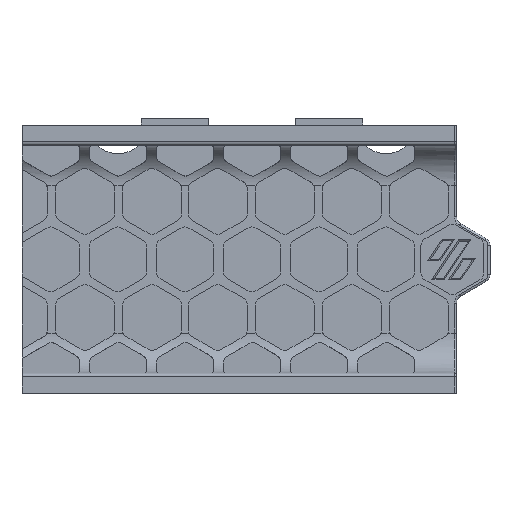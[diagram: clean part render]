
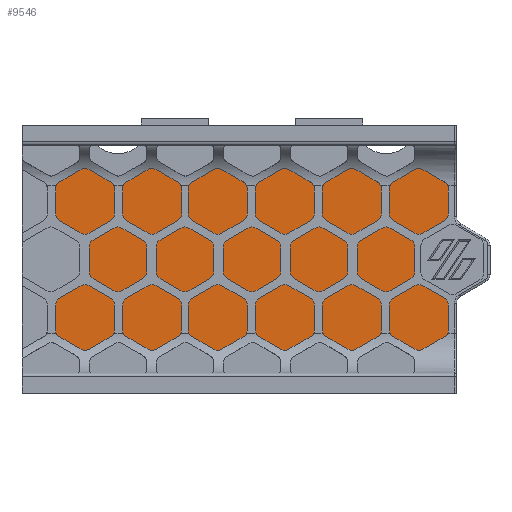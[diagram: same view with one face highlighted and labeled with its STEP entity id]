
A CAD part, top view. The second image highlights one B-rep face of the part: STEP entity #9546.
In plain terms, the highlighted planar face has unit normal (0, 0, 1).
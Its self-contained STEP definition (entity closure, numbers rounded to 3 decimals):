
#477=PLANE('',#10458);
#961=FACE_OUTER_BOUND('',#1473,.T.);
#1473=EDGE_LOOP('',(#8852,#8853,#8854,#8855,#8856,#8857,#8858,#8859,#8860,
#8861,#8862,#8863));
#2362=LINE('',#16581,#3276);
#2365=LINE('',#16587,#3279);
#2368=LINE('',#16593,#3282);
#2371=LINE('',#16599,#3285);
#2374=LINE('',#16605,#3288);
#2378=LINE('',#16617,#3292);
#2382=LINE('',#16629,#3296);
#2386=LINE('',#16641,#3300);
#3276=VECTOR('',#13102,10.);
#3279=VECTOR('',#13107,10.);
#3282=VECTOR('',#13112,10.);
#3285=VECTOR('',#13117,10.);
#3288=VECTOR('',#13122,10.);
#3292=VECTOR('',#13134,10.);
#3296=VECTOR('',#13146,10.);
#3300=VECTOR('',#13158,10.);
#3659=CIRCLE('',#10444,1.2);
#3661=CIRCLE('',#10448,1.2);
#3663=CIRCLE('',#10452,1.2);
#3665=CIRCLE('',#10456,1.2);
#4576=VERTEX_POINT('',#16578);
#4577=VERTEX_POINT('',#16580);
#4579=VERTEX_POINT('',#16586);
#4581=VERTEX_POINT('',#16592);
#4583=VERTEX_POINT('',#16598);
#4585=VERTEX_POINT('',#16604);
#4587=VERTEX_POINT('',#16610);
#4589=VERTEX_POINT('',#16616);
#4591=VERTEX_POINT('',#16622);
#4593=VERTEX_POINT('',#16628);
#4595=VERTEX_POINT('',#16634);
#4597=VERTEX_POINT('',#16640);
#5986=EDGE_CURVE('',#4577,#4576,#2362,.T.);
#5989=EDGE_CURVE('',#4579,#4577,#2365,.T.);
#5992=EDGE_CURVE('',#4581,#4579,#2368,.T.);
#5995=EDGE_CURVE('',#4583,#4581,#2371,.T.);
#5998=EDGE_CURVE('',#4585,#4583,#2374,.T.);
#6001=EDGE_CURVE('',#4587,#4585,#3659,.T.);
#6004=EDGE_CURVE('',#4589,#4587,#2378,.T.);
#6007=EDGE_CURVE('',#4591,#4589,#3661,.T.);
#6010=EDGE_CURVE('',#4593,#4591,#2382,.T.);
#6013=EDGE_CURVE('',#4595,#4593,#3663,.T.);
#6016=EDGE_CURVE('',#4597,#4595,#2386,.T.);
#6019=EDGE_CURVE('',#4576,#4597,#3665,.T.);
#8852=ORIENTED_EDGE('',*,*,#6019,.T.);
#8853=ORIENTED_EDGE('',*,*,#6016,.T.);
#8854=ORIENTED_EDGE('',*,*,#6013,.T.);
#8855=ORIENTED_EDGE('',*,*,#6010,.T.);
#8856=ORIENTED_EDGE('',*,*,#6007,.T.);
#8857=ORIENTED_EDGE('',*,*,#6004,.T.);
#8858=ORIENTED_EDGE('',*,*,#6001,.T.);
#8859=ORIENTED_EDGE('',*,*,#5998,.T.);
#8860=ORIENTED_EDGE('',*,*,#5995,.T.);
#8861=ORIENTED_EDGE('',*,*,#5992,.T.);
#8862=ORIENTED_EDGE('',*,*,#5989,.T.);
#8863=ORIENTED_EDGE('',*,*,#5986,.T.);
#9546=ADVANCED_FACE('',(#961),#477,.F.);
#10444=AXIS2_PLACEMENT_3D('',#16611,#13128,#13129);
#10448=AXIS2_PLACEMENT_3D('',#16623,#13140,#13141);
#10452=AXIS2_PLACEMENT_3D('',#16635,#13152,#13153);
#10456=AXIS2_PLACEMENT_3D('',#16645,#13164,#13165);
#10458=AXIS2_PLACEMENT_3D('',#16647,#13168,#13169);
#13102=DIRECTION('',(0.,1.,0.));
#13107=DIRECTION('',(1.,0.,0.));
#13112=DIRECTION('',(0.,-1.,0.));
#13117=DIRECTION('',(-1.,0.,0.));
#13122=DIRECTION('',(0.,1.,0.));
#13128=DIRECTION('center_axis',(0.,0.,
1.));
#13129=DIRECTION('ref_axis',(1.,0.,0.));
#13134=DIRECTION('',(0.866,0.5,0.));
#13140=DIRECTION('center_axis',(0.,0.,
-1.));
#13141=DIRECTION('ref_axis',(-1.,0.,0.));
#13146=DIRECTION('',(0.,1.,0.));
#13152=DIRECTION('center_axis',(0.,0.,
-1.));
#13153=DIRECTION('ref_axis',(-0.5,-0.866,0.));
#13158=DIRECTION('',(-0.866,0.5,0.));
#13164=DIRECTION('center_axis',(0.,0.,
1.));
#13165=DIRECTION('ref_axis',(0.5,0.866,0.));
#13168=DIRECTION('center_axis',(0.,0.,
-1.));
#13169=DIRECTION('ref_axis',(1.,0.,0.));
#16578=CARTESIAN_POINT('',(35.,-5.774,0.6));
#16580=CARTESIAN_POINT('',(35.,-14.855,0.6));
#16581=CARTESIAN_POINT('',(35.,-5.774,0.6));
#16586=CARTESIAN_POINT('',(-25.6,-14.855,0.6));
#16587=CARTESIAN_POINT('',(35.,-14.855,0.6));
#16592=CARTESIAN_POINT('',(-25.6,14.855,0.6));
#16593=CARTESIAN_POINT('',(-25.6,-14.855,0.6));
#16598=CARTESIAN_POINT('',(35.,14.855,0.6));
#16599=CARTESIAN_POINT('',(-25.6,14.855,0.6));
#16604=CARTESIAN_POINT('',(35.,5.774,0.6));
#16605=CARTESIAN_POINT('',(35.,14.855,0.6));
#16610=CARTESIAN_POINT('',(34.4,4.734,0.6));
#16611=CARTESIAN_POINT('Origin',(33.8,5.774,0.6));
#16616=CARTESIAN_POINT('',(31.5,3.06,0.6));
#16617=CARTESIAN_POINT('',(31.5,3.06,0.6));
#16622=CARTESIAN_POINT('',(30.9,2.021,0.6));
#16623=CARTESIAN_POINT('Origin',(32.1,2.021,0.6));
#16628=CARTESIAN_POINT('',(30.9,-2.021,0.6));
#16629=CARTESIAN_POINT('',(30.9,-2.021,0.6));
#16634=CARTESIAN_POINT('',(31.5,-3.06,0.6));
#16635=CARTESIAN_POINT('Origin',(32.1,-2.021,0.6));
#16640=CARTESIAN_POINT('',(34.4,-4.734,0.6));
#16641=CARTESIAN_POINT('',(35.,-5.081,0.6));
#16645=CARTESIAN_POINT('Origin',(33.8,-5.774,0.6));
#16647=CARTESIAN_POINT('Origin',(4.7,0.,0.6));
